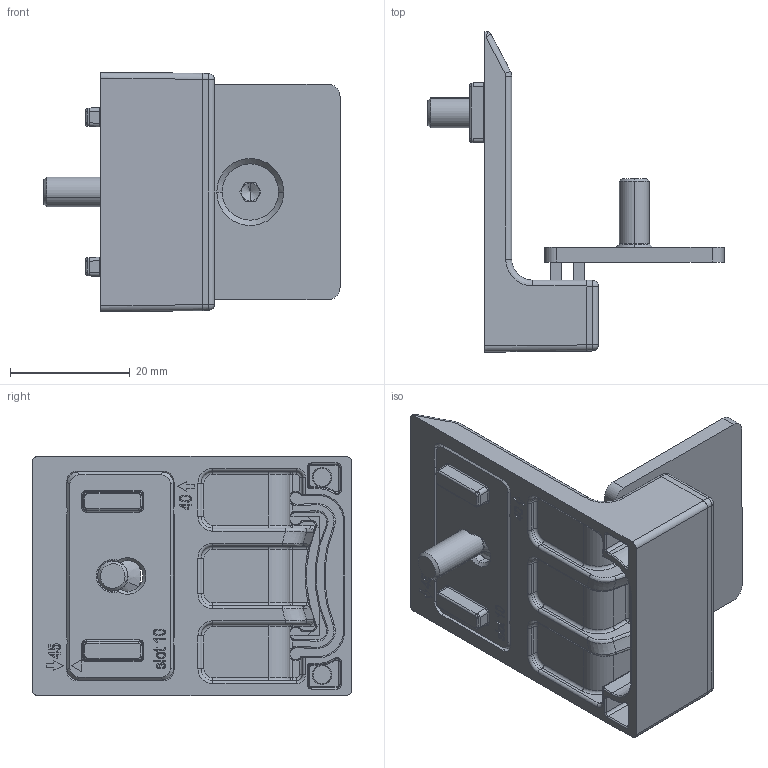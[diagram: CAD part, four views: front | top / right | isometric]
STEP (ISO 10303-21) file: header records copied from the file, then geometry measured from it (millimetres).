
FILE_DESCRIPTION (( 'STEP AP214' ), '1' );
FILE_NAME ('093111.STEP', '2016-06-06T15:42:45', ( '' ), ( '' ), 'SwSTEP 2.0', 'SolidWorks 2016', '' );
FILE_SCHEMA (( 'AUTOMOTIVE_DESIGN' ));
Length unit declared in the file: millimetre
Products named in the file (8): Countersunk head screw ISO 10642 - M5x14_ISO 10642 - M5 ; 093111R03; 093111R04; 093111R05; 093111R02; 093111R01; 093111; 093111R06
Assembly tree (9 placements, depth 2):
  093111
    093111R01
    093111R02
    093111R05
    093111R04  x2
    093111R03
    Countersunk head screw ISO 10642 - M5x14_ISO 10642 - M5   x2
    093111R06
Bounding box: 49.5 x 53.5 x 40 mm (x, y, z)
Volume: 14878.3 mm3; surface area: 15314.9 mm2
Topology: 9 solids, 9 shells, 959 faces, 2363 edges, 1434 vertices
Faces by surface type: plane 326, cylinder 268, bspline 209, torus 102, cone 44, sphere 10
Entity records: 34883 total; most frequent: CARTESIAN_POINT 14272, ORIENTED_EDGE 4510, DIRECTION 3863, EDGE_CURVE 2255, VERTEX_POINT 1383, AXIS2_PLACEMENT_3D 1382, LINE 1099, VECTOR 1099
